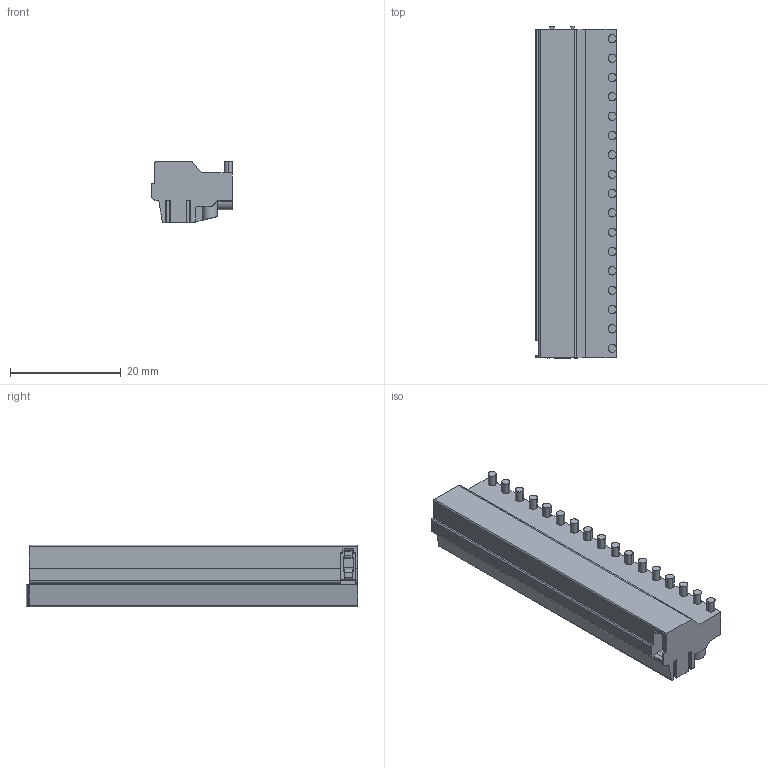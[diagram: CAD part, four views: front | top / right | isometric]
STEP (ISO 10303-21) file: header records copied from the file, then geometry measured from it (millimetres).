
FILE_DESCRIPTION((''),'2;1');
FILE_NAME('TL008T-HA','2024-11-15T14:03:21',('sheji'),(''),'CREO PARAMETRIC BY PTC INC, 2018100','CREO PARAMETRIC BY PTC INC, 2018100','');
FILE_SCHEMA(('CONFIG_CONTROL_DESIGN'));
Length unit declared in the file: millimetre
Products named in the file (1): TL008T-HA
Bounding box: 14.6 x 60.08 x 11.1 mm (x, y, z)
Volume: 7156.5 mm3; surface area: 4442.4 mm2
Topology: 1 solids, 1 shells, 913 faces, 2506 edges, 1663 vertices
Faces by surface type: plane 626, cylinder 287
Entity records: 30061 total; most frequent: CARTESIAN_POINT 6581, ORIENTED_EDGE 5012, DIRECTION 4721, EDGE_CURVE 2506, VECTOR 1747, LINE 1747, VERTEX_POINT 1663, AXIS2_PLACEMENT_3D 1487
